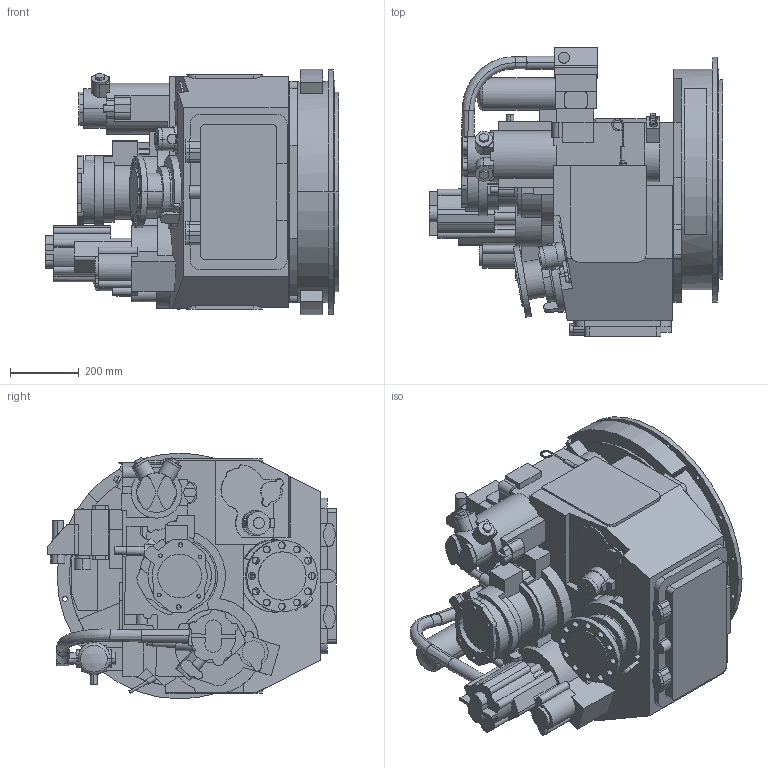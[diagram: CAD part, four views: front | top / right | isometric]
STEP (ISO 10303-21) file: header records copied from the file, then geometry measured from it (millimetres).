
FILE_DESCRIPTION((''),'2;1');
FILE_NAME('P72011K_MODEL_SW0001','2015-01-05T',('dawn'),(''),'PRO/ENGINEER BY PARAMETRIC TECHNOLOGY CORPORATION, 2012480','PRO/ENGINEER BY PARAMETRIC TECHNOLOGY CORPORATION, 2012480','');
FILE_SCHEMA(('AUTOMOTIVE_DESIGN { 1 0 10303 214 1 1 1 1 }'));
Length unit declared in the file: inch
Products named in the file (1): P72011K_MODEL_SW0001
Bounding box: 851.7 x 838.14 x 713.25 mm (x, y, z)
Surface area: 4441874.7 mm2 (no closed solid volume)
Topology: 0 solids, 26 shells, 869 faces, 2454 edges, 1641 vertices
Faces by surface type: plane 502, cylinder 346, cone 8, torus 6, extrusion 4, bspline 2, sphere 1
Entity records: 37983 total; most frequent: CARTESIAN_POINT 6075, DIRECTION 4961, ORIENTED_EDGE 4757, PRESENTATION_STYLE_ASSIGNMENT 2635, STYLED_ITEM 2480, CURVE_STYLE 2454, EDGE_CURVE 2454, AXIS2_PLACEMENT_3D 1721
